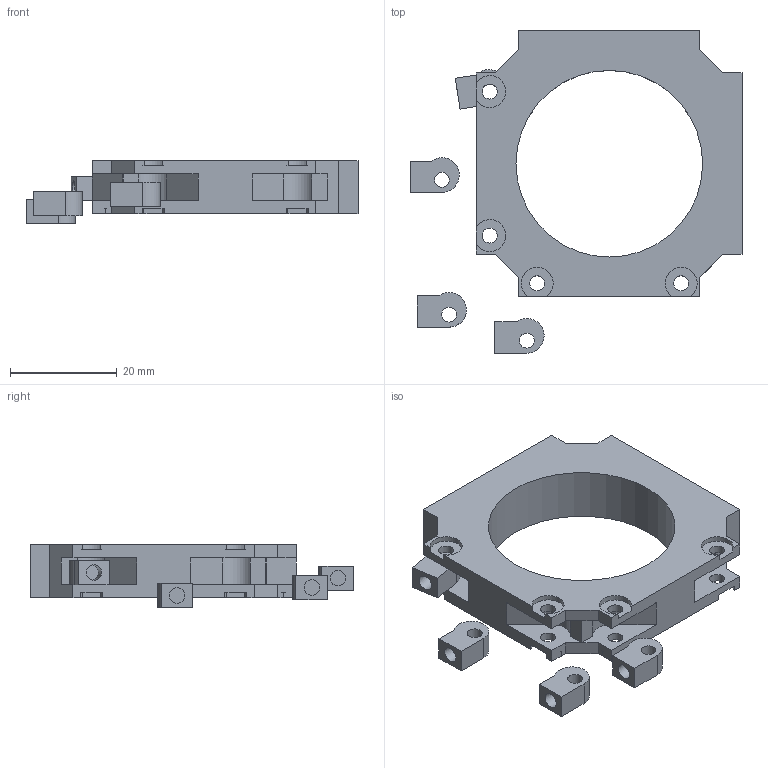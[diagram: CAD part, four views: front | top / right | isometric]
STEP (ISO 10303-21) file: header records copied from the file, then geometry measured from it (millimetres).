
FILE_DESCRIPTION(/* description */ (''),/* implementation_level */ '2;1');
FILE_NAME(/* name */ 'Assembly_Cube_Insert_Template_straightened_v3.iam.step',/* time_stamp */ '2022-11-29T09:04:52+01:00',/* author */ ('diederichbenedict'),/* organization */ (''),/* preprocessor_version */ 'ST-DEVELOPER v18.1',/* originating_system */ 'Autodesk Inventor 2022',/* authorisation */ '');
FILE_SCHEMA (('AUTOMOTIVE_DESIGN { 1 0 10303 214 3 1 1 }'));
Length unit declared in the file: millimetre
Products named in the file (3): Assembly_Cube_Insert_Template_straightened_v3; 20_Cube_Insert_Filter_25mm; 20_Cube_Insert_Template_straightened_levelarm_v3
Assembly tree (5 placements, depth 2):
  Assembly_Cube_Insert_Template_straightened_v3
    20_Cube_Insert_Filter_25mm
    20_Cube_Insert_Template_straightened_levelarm_v3  x4
Bounding box: 62.24 x 60.42 x 11.79 mm (x, y, z)
Volume: 12307.6 mm3; surface area: 7329.5 mm2
Topology: 5 solids, 5 shells, 120 faces, 318 edges, 212 vertices
Faces by surface type: plane 91, cylinder 29
Full cylindrical faces by diameter (mm): 2.8 x12, 2.9 x4, 35 x1
Entity records: 3167 total; most frequent: CARTESIAN_POINT 541, ORIENTED_EDGE 528, DIRECTION 506, EDGE_CURVE 264, LINE 224, VECTOR 224, VERTEX_POINT 176, AXIS2_PLACEMENT_3D 141
